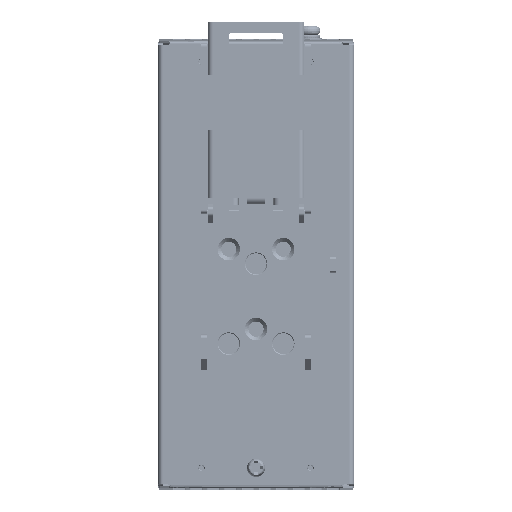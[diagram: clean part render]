
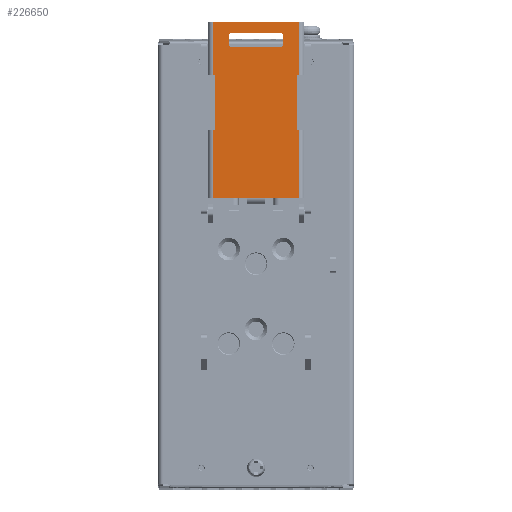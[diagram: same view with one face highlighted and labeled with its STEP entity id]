
A CAD part, left-side view. The second image highlights one B-rep face of the part: STEP entity #226650.
In plain terms, the highlighted free-form (B-spline) face has degree [3, 3] with [4, 4] control points.
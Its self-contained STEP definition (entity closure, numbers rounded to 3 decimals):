
#53187=DIRECTION('',(0.,1.,0.));
#53188=VECTOR('',#53187,23.6);
#53189=CARTESIAN_POINT('',(-64.2,15.2,66.8));
#53190=LINE('',#53189,#53188);
#53199=CARTESIAN_POINT('',(-64.2,20.5,60.8));
#53200=DIRECTION('',(-1.,0.,0.));
#53201=DIRECTION('',(0.,0.,-1.));
#53202=AXIS2_PLACEMENT_3D('',#53199,#53200,#53201);
#53204=CARTESIAN_POINT('',(-64.2,20.5,62.8));
#53205=DIRECTION('',(-1.,0.,0.));
#53206=DIRECTION('',(0.,-1.,0.));
#53207=AXIS2_PLACEMENT_3D('',#53204,#53205,#53206);
#53209=CARTESIAN_POINT('',(-64.2,33.5,62.8));
#53210=DIRECTION('',(-1.,0.,0.));
#53211=DIRECTION('',(0.,0.,1.));
#53212=AXIS2_PLACEMENT_3D('',#53209,#53210,#53211);
#53214=CARTESIAN_POINT('',(-64.2,33.5,60.8));
#53215=DIRECTION('',(-1.,0.,0.));
#53216=DIRECTION('',(0.,1.,0.));
#53217=AXIS2_PLACEMENT_3D('',#53214,#53215,#53216);
#53219=DIRECTION('',(0.,-1.,0.));
#53220=VECTOR('',#53219,4.2);
#53221=CARTESIAN_POINT('',(-64.2,33.8,18.247));
#53222=LINE('',#53221,#53220);
#53232=DIRECTION('',(0.,-1.,0.));
#53233=VECTOR('',#53232,5.2);
#53234=CARTESIAN_POINT('',(-64.2,29.6,18.247));
#53235=LINE('',#53234,#53233);
#53621=DIRECTION('',(0.,-1.,0.));
#53622=VECTOR('',#53621,5.);
#53623=CARTESIAN_POINT('',(-64.2,38.8,18.247));
#53624=LINE('',#53623,#53622);
#53742=DIRECTION('',(0.,0.,-1.));
#53743=VECTOR('',#53742,18.85);
#53744=CARTESIAN_POINT('',(-64.2,38.8,37.097));
#53745=LINE('',#53744,#53743);
#53755=DIRECTION('',(0.,1.,0.));
#53756=VECTOR('',#53755,0.5);
#53757=CARTESIAN_POINT('',(-64.2,38.3,37.097));
#53758=LINE('',#53757,#53756);
#53767=DIRECTION('',(0.,0.,-1.));
#53768=VECTOR('',#53767,0.5);
#53769=CARTESIAN_POINT('',(-64.2,38.3,37.597));
#53770=LINE('',#53769,#53768);
#53787=DIRECTION('',(0.,0.,-1.));
#53788=VECTOR('',#53787,14.);
#53789=CARTESIAN_POINT('',(-64.2,38.3,51.597));
#53790=LINE('',#53789,#53788);
#53791=DIRECTION('',(0.,0.,-1.));
#53792=VECTOR('',#53791,0.5);
#53793=CARTESIAN_POINT('',(-64.2,38.3,52.097));
#53794=LINE('',#53793,#53792);
#53803=DIRECTION('',(0.,-1.,0.));
#53804=VECTOR('',#53803,0.5);
#53805=CARTESIAN_POINT('',(-64.2,38.8,52.097));
#53806=LINE('',#53805,#53804);
#53892=DIRECTION('',(0.,0.,-1.));
#53893=VECTOR('',#53892,14.703);
#53894=CARTESIAN_POINT('',(-64.2,38.8,66.8));
#53895=LINE('',#53894,#53893);
#53904=DIRECTION('',(0.,-1.,0.));
#53905=VECTOR('',#53904,4.2);
#53906=CARTESIAN_POINT('',(-64.2,24.4,18.247));
#53907=LINE('',#53906,#53905);
#53912=DIRECTION('',(0.,-1.,0.));
#53913=VECTOR('',#53912,5.);
#53914=CARTESIAN_POINT('',(-64.2,20.2,18.247));
#53915=LINE('',#53914,#53913);
#53937=DIRECTION('',(0.,0.,1.));
#53938=VECTOR('',#53937,18.85);
#53939=CARTESIAN_POINT('',(-64.2,15.2,18.247));
#53940=LINE('',#53939,#53938);
#54130=DIRECTION('',(0.,0.,1.));
#54131=VECTOR('',#54130,14.703);
#54132=CARTESIAN_POINT('',(-64.2,15.2,52.097));
#54133=LINE('',#54132,#54131);
#54147=DIRECTION('',(0.,-1.,0.));
#54148=VECTOR('',#54147,0.5);
#54149=CARTESIAN_POINT('',(-64.2,15.7,52.097));
#54150=LINE('',#54149,#54148);
#54159=DIRECTION('',(0.,0.,1.));
#54160=VECTOR('',#54159,0.5);
#54161=CARTESIAN_POINT('',(-64.2,15.7,51.597));
#54162=LINE('',#54161,#54160);
#54179=DIRECTION('',(0.,0.,1.));
#54180=VECTOR('',#54179,14.);
#54181=CARTESIAN_POINT('',(-64.2,15.7,37.597));
#54182=LINE('',#54181,#54180);
#54183=DIRECTION('',(0.,0.,1.));
#54184=VECTOR('',#54183,0.5);
#54185=CARTESIAN_POINT('',(-64.2,15.7,37.097));
#54186=LINE('',#54185,#54184);
#54195=DIRECTION('',(0.,1.,0.));
#54196=VECTOR('',#54195,0.5);
#54197=CARTESIAN_POINT('',(-64.2,15.2,37.097));
#54198=LINE('',#54197,#54196);
#56534=DIRECTION('',(0.,0.,-1.));
#56535=VECTOR('',#56534,2.);
#56536=CARTESIAN_POINT('',(-64.2,19.5,62.8));
#56537=LINE('',#56536,#56535);
#56554=DIRECTION('',(0.,-1.,0.));
#56555=VECTOR('',#56554,13.);
#56556=CARTESIAN_POINT('',(-64.2,33.5,63.8));
#56557=LINE('',#56556,#56555);
#56570=DIRECTION('',(0.,0.,1.));
#56571=VECTOR('',#56570,2.);
#56572=CARTESIAN_POINT('',(-64.2,34.5,60.8));
#56573=LINE('',#56572,#56571);
#56578=DIRECTION('',(0.,1.,0.));
#56579=VECTOR('',#56578,13.);
#56580=CARTESIAN_POINT('',(-64.2,20.5,59.8));
#56581=LINE('',#56580,#56579);
#107907=CARTESIAN_POINT('',(-64.2,33.8,18.247));
#107908=CARTESIAN_POINT('',(-64.2,29.6,18.247));
#107909=VERTEX_POINT('',#107907);
#107910=VERTEX_POINT('',#107908);
#107911=CARTESIAN_POINT('',(-64.2,38.8,18.247));
#107912=VERTEX_POINT('',#107911);
#107913=CARTESIAN_POINT('',(-64.2,38.3,37.597));
#107914=CARTESIAN_POINT('',(-64.2,38.3,37.097));
#107915=VERTEX_POINT('',#107913);
#107916=VERTEX_POINT('',#107914);
#107917=CARTESIAN_POINT('',(-64.2,38.3,51.597));
#107918=VERTEX_POINT('',#107917);
#107919=CARTESIAN_POINT('',(-64.2,38.3,52.097));
#107920=VERTEX_POINT('',#107919);
#107921=CARTESIAN_POINT('',(-64.2,38.8,52.097));
#107922=VERTEX_POINT('',#107921);
#107923=CARTESIAN_POINT('',(-64.2,15.7,51.597));
#107924=CARTESIAN_POINT('',(-64.2,15.7,52.097));
#107925=VERTEX_POINT('',#107923);
#107926=VERTEX_POINT('',#107924);
#107927=CARTESIAN_POINT('',(-64.2,15.7,37.597));
#107928=VERTEX_POINT('',#107927);
#107929=CARTESIAN_POINT('',(-64.2,15.7,37.097));
#107930=VERTEX_POINT('',#107929);
#107931=CARTESIAN_POINT('',(-64.2,15.2,37.097));
#107932=VERTEX_POINT('',#107931);
#107933=CARTESIAN_POINT('',(-64.2,20.2,18.247));
#107934=CARTESIAN_POINT('',(-64.2,15.2,18.247));
#107935=VERTEX_POINT('',#107933);
#107936=VERTEX_POINT('',#107934);
#107937=CARTESIAN_POINT('',(-64.2,24.4,18.247));
#107938=VERTEX_POINT('',#107937);
#107939=CARTESIAN_POINT('',(-64.2,20.5,59.8));
#107940=CARTESIAN_POINT('',(-64.2,19.5,60.8));
#107941=VERTEX_POINT('',#107939);
#107942=VERTEX_POINT('',#107940);
#107943=CARTESIAN_POINT('',(-64.2,19.5,62.8));
#107944=CARTESIAN_POINT('',(-64.2,20.5,63.8));
#107945=VERTEX_POINT('',#107943);
#107946=VERTEX_POINT('',#107944);
#107947=CARTESIAN_POINT('',(-64.2,33.5,63.8));
#107948=CARTESIAN_POINT('',(-64.2,34.5,62.8));
#107949=VERTEX_POINT('',#107947);
#107950=VERTEX_POINT('',#107948);
#107951=CARTESIAN_POINT('',(-64.2,34.5,60.8));
#107952=CARTESIAN_POINT('',(-64.2,33.5,59.8));
#107953=VERTEX_POINT('',#107951);
#107954=VERTEX_POINT('',#107952);
#108227=CARTESIAN_POINT('',(-64.2,38.8,37.097));
#108228=VERTEX_POINT('',#108227);
#108245=CARTESIAN_POINT('',(-64.2,38.8,66.8));
#108246=VERTEX_POINT('',#108245);
#108247=CARTESIAN_POINT('',(-64.2,15.2,66.8));
#108248=VERTEX_POINT('',#108247);
#108405=CARTESIAN_POINT('',(-64.2,15.2,52.097));
#108406=VERTEX_POINT('',#108405);
#226574=CARTESIAN_POINT('',(-64.2,39.272,17.276));
#226575=CARTESIAN_POINT('',(-64.2,39.272,34.108));
#226576=CARTESIAN_POINT('',(-64.2,39.272,50.939));
#226577=CARTESIAN_POINT('',(-64.2,39.272,67.771));
#226578=CARTESIAN_POINT('',(-64.2,31.091,17.276));
#226579=CARTESIAN_POINT('',(-64.2,31.091,34.108));
#226580=CARTESIAN_POINT('',(-64.2,31.091,50.939));
#226581=CARTESIAN_POINT('',(-64.2,31.091,67.771));
#226582=CARTESIAN_POINT('',(-64.2,22.909,17.276));
#226583=CARTESIAN_POINT('',(-64.2,22.909,34.108));
#226584=CARTESIAN_POINT('',(-64.2,22.909,50.939));
#226585=CARTESIAN_POINT('',(-64.2,22.909,67.771));
#226586=CARTESIAN_POINT('',(-64.2,14.728,17.276));
#226587=CARTESIAN_POINT('',(-64.2,14.728,34.108));
#226588=CARTESIAN_POINT('',(-64.2,14.728,50.939));
#226589=CARTESIAN_POINT('',(-64.2,14.728,67.771));
#226590=B_SPLINE_SURFACE_WITH_KNOTS('',3,3,((#226574,#226575,#226576,#226577),(
#226578,#226579,#226580,#226581),(#226582,#226583,#226584,#226585),(#226586,
#226587,#226588,#226589)),.UNSPECIFIED.,.F.,.F.,.F.,(4,4),(4,4),(-12.272,
12.272),(8.296,58.791),.UNSPECIFIED.);
#226592=ORIENTED_EDGE('',*,*,#226591,.F.);
#226594=ORIENTED_EDGE('',*,*,#226593,.F.);
#226596=ORIENTED_EDGE('',*,*,#226595,.F.);
#226598=ORIENTED_EDGE('',*,*,#226597,.F.);
#226600=ORIENTED_EDGE('',*,*,#226599,.F.);
#226602=ORIENTED_EDGE('',*,*,#226601,.F.);
#226604=ORIENTED_EDGE('',*,*,#226603,.F.);
#226606=ORIENTED_EDGE('',*,*,#226605,.F.);
#226608=ORIENTED_EDGE('',*,*,#226607,.F.);
#226609=ORIENTED_EDGE('',*,*,#226557,.F.);
#226611=ORIENTED_EDGE('',*,*,#226610,.F.);
#226613=ORIENTED_EDGE('',*,*,#226612,.F.);
#226615=ORIENTED_EDGE('',*,*,#226614,.F.);
#226617=ORIENTED_EDGE('',*,*,#226616,.F.);
#226619=ORIENTED_EDGE('',*,*,#226618,.F.);
#226621=ORIENTED_EDGE('',*,*,#226620,.F.);
#226623=ORIENTED_EDGE('',*,*,#226622,.F.);
#226625=ORIENTED_EDGE('',*,*,#226624,.F.);
#226627=ORIENTED_EDGE('',*,*,#226626,.F.);
#226629=ORIENTED_EDGE('',*,*,#226628,.F.);
#226630=EDGE_LOOP('',(#226592,#226594,#226596,#226598,#226600,#226602,#226604,
#226606,#226608,#226609,#226611,#226613,#226615,#226617,#226619,#226621,#226623,
#226625,#226627,#226629));
#226631=FACE_OUTER_BOUND('',#226630,.F.);
#226633=ORIENTED_EDGE('',*,*,#226632,.F.);
#226635=ORIENTED_EDGE('',*,*,#226634,.T.);
#226637=ORIENTED_EDGE('',*,*,#226636,.F.);
#226639=ORIENTED_EDGE('',*,*,#226638,.T.);
#226641=ORIENTED_EDGE('',*,*,#226640,.F.);
#226643=ORIENTED_EDGE('',*,*,#226642,.T.);
#226645=ORIENTED_EDGE('',*,*,#226644,.F.);
#226647=ORIENTED_EDGE('',*,*,#226646,.T.);
#226648=EDGE_LOOP('',(#226633,#226635,#226637,#226639,#226641,#226643,#226645,
#226647));
#226649=FACE_BOUND('',#226648,.F.);
#226650=ADVANCED_FACE('',(#226631,#226649),#226590,.T.);
#53203=CIRCLE('',#53202,1.);
#53208=CIRCLE('',#53207,1.);
#53213=CIRCLE('',#53212,1.);
#53218=CIRCLE('',#53217,1.);
#226557=EDGE_CURVE('',#108248,#108246,#53190,.T.);
#226591=EDGE_CURVE('',#107909,#107910,#53222,.T.);
#226593=EDGE_CURVE('',#107912,#107909,#53624,.T.);
#226595=EDGE_CURVE('',#108228,#107912,#53745,.T.);
#226597=EDGE_CURVE('',#107916,#108228,#53758,.T.);
#226599=EDGE_CURVE('',#107915,#107916,#53770,.T.);
#226601=EDGE_CURVE('',#107918,#107915,#53790,.T.);
#226603=EDGE_CURVE('',#107920,#107918,#53794,.T.);
#226605=EDGE_CURVE('',#107922,#107920,#53806,.T.);
#226607=EDGE_CURVE('',#108246,#107922,#53895,.T.);
#226610=EDGE_CURVE('',#108406,#108248,#54133,.T.);
#226612=EDGE_CURVE('',#107926,#108406,#54150,.T.);
#226614=EDGE_CURVE('',#107925,#107926,#54162,.T.);
#226616=EDGE_CURVE('',#107928,#107925,#54182,.T.);
#226618=EDGE_CURVE('',#107930,#107928,#54186,.T.);
#226620=EDGE_CURVE('',#107932,#107930,#54198,.T.);
#226622=EDGE_CURVE('',#107936,#107932,#53940,.T.);
#226624=EDGE_CURVE('',#107935,#107936,#53915,.T.);
#226626=EDGE_CURVE('',#107938,#107935,#53907,.T.);
#226628=EDGE_CURVE('',#107910,#107938,#53235,.T.);
#226632=EDGE_CURVE('',#107941,#107954,#56581,.T.);
#226634=EDGE_CURVE('',#107941,#107942,#53203,.T.);
#226636=EDGE_CURVE('',#107945,#107942,#56537,.T.);
#226638=EDGE_CURVE('',#107945,#107946,#53208,.T.);
#226640=EDGE_CURVE('',#107949,#107946,#56557,.T.);
#226642=EDGE_CURVE('',#107949,#107950,#53213,.T.);
#226644=EDGE_CURVE('',#107953,#107950,#56573,.T.);
#226646=EDGE_CURVE('',#107953,#107954,#53218,.T.);
